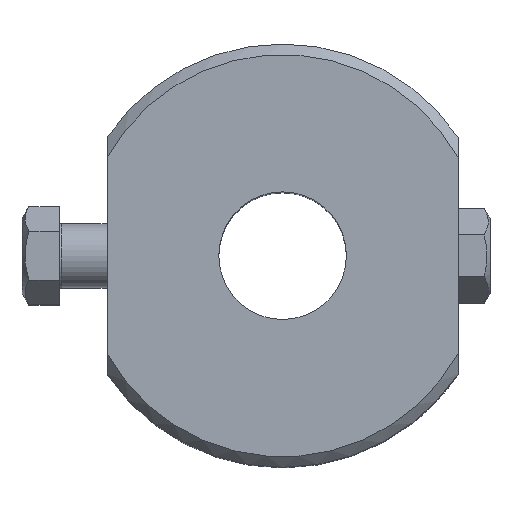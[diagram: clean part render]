
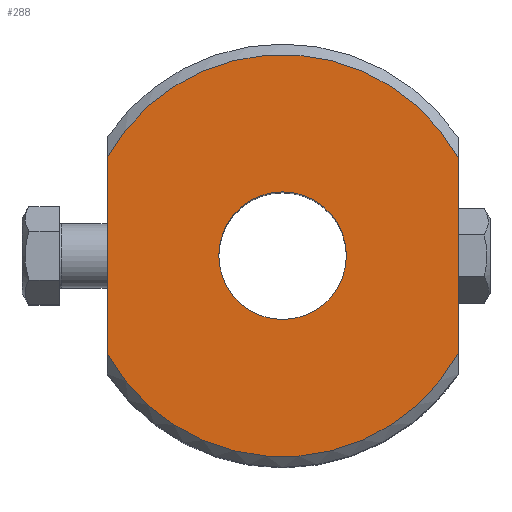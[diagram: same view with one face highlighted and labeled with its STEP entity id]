
A CAD part, top view. The second image highlights one B-rep face of the part: STEP entity #288.
In plain terms, the highlighted planar face has unit normal (0, 0, 1).
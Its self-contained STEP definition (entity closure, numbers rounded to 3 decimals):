
#119=PLANE('',#956);
#157=LINE('',#1269,#222);
#158=LINE('',#1273,#223);
#222=VECTOR('',#1041,1.);
#223=VECTOR('',#1044,1.);
#288=ADVANCED_FACE('',(#352,#353),#119,.T.);
#352=FACE_BOUND('',#388,.T.);
#353=FACE_BOUND('',#389,.T.);
#388=EDGE_LOOP('',(#463,#464,#465,#466));
#389=EDGE_LOOP('',(#467));
#463=ORIENTED_EDGE('',*,*,#801,.T.);
#464=ORIENTED_EDGE('',*,*,#802,.T.);
#465=ORIENTED_EDGE('',*,*,#803,.T.);
#466=ORIENTED_EDGE('',*,*,#804,.T.);
#467=ORIENTED_EDGE('',*,*,#805,.T.);
#713=VERTEX_POINT('',#1267);
#714=VERTEX_POINT('',#1268);
#715=VERTEX_POINT('',#1270);
#716=VERTEX_POINT('',#1272);
#717=VERTEX_POINT('',#1275);
#801=EDGE_CURVE('',#713,#714,#926,.T.);
#802=EDGE_CURVE('',#714,#715,#157,.T.);
#803=EDGE_CURVE('',#715,#716,#927,.T.);
#804=EDGE_CURVE('',#716,#713,#158,.T.);
#805=EDGE_CURVE('',#717,#717,#928,.T.);
#926=CIRCLE('',#953,18.9);
#927=CIRCLE('',#954,18.9);
#928=CIRCLE('',#955,6.);
#953=AXIS2_PLACEMENT_3D('',#1266,#1039,#1040);
#954=AXIS2_PLACEMENT_3D('',#1271,#1042,#1043);
#955=AXIS2_PLACEMENT_3D('',#1274,#1045,#1046);
#956=AXIS2_PLACEMENT_3D('',#1276,#1047,#1048);
#1039=DIRECTION('',(0.,0.,1.));
#1040=DIRECTION('',(1.,0.,0.));
#1041=DIRECTION('',(0.,1.,0.));
#1042=DIRECTION('',(0.,0.,1.));
#1043=DIRECTION('',(1.,0.,0.));
#1044=DIRECTION('',(0.,-1.,0.));
#1045=DIRECTION('',(0.,0.,-1.));
#1046=DIRECTION('',(1.,0.,0.));
#1047=DIRECTION('',(0.,0.,1.));
#1048=DIRECTION('',(1.,0.,0.));
#1266=CARTESIAN_POINT('',(0.,0.,36.));
#1267=CARTESIAN_POINT('',(-16.5,-9.217,36.));
#1268=CARTESIAN_POINT('',(16.5,-9.217,36.));
#1269=CARTESIAN_POINT('',(16.5,0.,36.));
#1270=CARTESIAN_POINT('',(16.5,9.217,36.));
#1271=CARTESIAN_POINT('',(0.,0.,36.));
#1272=CARTESIAN_POINT('',(-16.5,9.217,36.));
#1273=CARTESIAN_POINT('',(-16.5,0.,36.));
#1274=CARTESIAN_POINT('',(0.,0.,36.));
#1275=CARTESIAN_POINT('',(6.,0.,36.));
#1276=CARTESIAN_POINT('',(0.,0.,36.));
